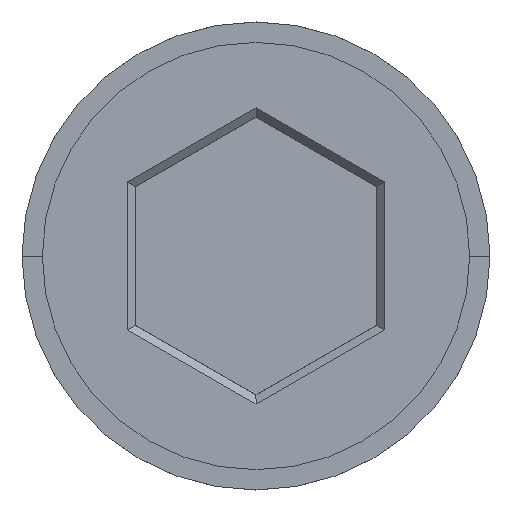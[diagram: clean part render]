
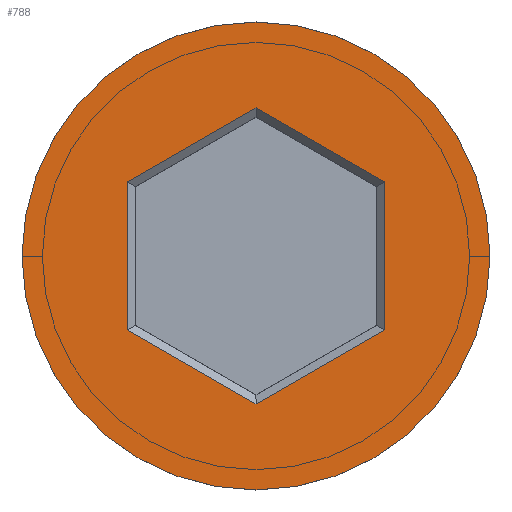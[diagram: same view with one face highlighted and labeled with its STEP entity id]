
A CAD part, top view. The second image highlights one B-rep face of the part: STEP entity #788.
In plain terms, the highlighted planar face has unit normal (0, 0, 1).
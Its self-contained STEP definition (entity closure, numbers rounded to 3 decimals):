
#29 = EDGE_CURVE ( 'NONE', #270, #443, #1182, .T. ) ;
#45 = VECTOR ( 'NONE', #853, 1000. ) ;
#49 = EDGE_CURVE ( 'NONE', #443, #270, #358, .T. ) ;
#58 = ORIENTED_EDGE ( 'NONE', *, *, #29, .T. ) ;
#72 = LINE ( 'NONE', #984, #341 ) ;
#75 = ORIENTED_EDGE ( 'NONE', *, *, #49, .T. ) ;
#84 = ORIENTED_EDGE ( 'NONE', *, *, #876, .T. ) ;
#89 = EDGE_CURVE ( 'NONE', #202, #1021, #586, .T. ) ;
#129 = EDGE_LOOP ( 'NONE', ( #457, #385, #1234, #444, #666, #84 ) ) ;
#138 = CARTESIAN_POINT ( 'NONE',  ( 3.05, 1.876, 0. ) ) ;
#152 = DIRECTION ( 'NONE',  ( 1., 0., 0. ) ) ;
#157 = CARTESIAN_POINT ( 'NONE',  ( 3.15, -1.703, 0. ) ) ;
#187 = VECTOR ( 'NONE', #756, 1000. ) ;
#190 = VECTOR ( 'NONE', #445, 1000. ) ;
#202 = VERTEX_POINT ( 'NONE', #843 ) ;
#240 = AXIS2_PLACEMENT_3D ( 'NONE', #428, #316, #295 ) ;
#267 = LINE ( 'NONE', #299, #187 ) ;
#270 = VERTEX_POINT ( 'NONE', #733 ) ;
#271 = EDGE_CURVE ( 'NONE', #1295, #202, #267, .T. ) ;
#295 = DIRECTION ( 'NONE',  ( 1., 0., 0. ) ) ;
#299 = CARTESIAN_POINT ( 'NONE',  ( -3.05, -1.876, 0. ) ) ;
#302 = CARTESIAN_POINT ( 'NONE',  ( 3.15, 1.819, 0. ) ) ;
#313 = EDGE_CURVE ( 'NONE', #1220, #692, #400, .T. ) ;
#316 = DIRECTION ( 'NONE',  ( 0., 0., 1. ) ) ;
#341 = VECTOR ( 'NONE', #416, 1000. ) ;
#351 = CARTESIAN_POINT ( 'NONE',  ( -0.1, 3.58, 0. ) ) ;
#358 = CIRCLE ( 'NONE', #240, 5.75 ) ;
#372 = CARTESIAN_POINT ( 'NONE',  ( 0., 0., 0. ) ) ;
#385 = ORIENTED_EDGE ( 'NONE', *, *, #89, .T. ) ;
#397 = EDGE_LOOP ( 'NONE', ( #75, #58 ) ) ;
#400 = LINE ( 'NONE', #157, #45 ) ;
#416 = DIRECTION ( 'NONE',  ( -0.866, -0.5, 0. ) ) ;
#424 = EDGE_CURVE ( 'NONE', #856, #1220, #707, .T. ) ;
#428 = CARTESIAN_POINT ( 'NONE',  ( 0., 0., 0. ) ) ;
#443 = VERTEX_POINT ( 'NONE', #683 ) ;
#444 = ORIENTED_EDGE ( 'NONE', *, *, #424, .T. ) ;
#445 = DIRECTION ( 'NONE',  ( 0.866, 0.5, 0. ) ) ;
#457 = ORIENTED_EDGE ( 'NONE', *, *, #271, .T. ) ;
#570 = CARTESIAN_POINT ( 'NONE',  ( 3.15, -1.819, 0. ) ) ;
#586 = LINE ( 'NONE', #945, #1134 ) ;
#599 = AXIS2_PLACEMENT_3D ( 'NONE', #610, #1062, #952 ) ;
#610 = CARTESIAN_POINT ( 'NONE',  ( 0., 0., 0. ) ) ;
#615 = EDGE_CURVE ( 'NONE', #1021, #856, #1254, .T. ) ;
#666 = ORIENTED_EDGE ( 'NONE', *, *, #313, .T. ) ;
#683 = CARTESIAN_POINT ( 'NONE',  ( 5.75, 0., 0. ) ) ;
#692 = VERTEX_POINT ( 'NONE', #570 ) ;
#702 = DIRECTION ( 'NONE',  ( 0., 0., 1. ) ) ;
#707 = LINE ( 'NONE', #138, #1267 ) ;
#733 = CARTESIAN_POINT ( 'NONE',  ( -5.75, 0., 0. ) ) ;
#756 = DIRECTION ( 'NONE',  ( -0.866, 0.5, 0. ) ) ;
#788 = ADVANCED_FACE ( 'NONE', ( #1172, #950 ), #1145, .T. ) ;
#843 = CARTESIAN_POINT ( 'NONE',  ( -3.15, -1.819, 0. ) ) ;
#853 = DIRECTION ( 'NONE',  ( 0., -1., 0. ) ) ;
#856 = VERTEX_POINT ( 'NONE', #902 ) ;
#876 = EDGE_CURVE ( 'NONE', #692, #1295, #72, .T. ) ;
#902 = CARTESIAN_POINT ( 'NONE',  ( 0., 3.637, 0. ) ) ;
#945 = CARTESIAN_POINT ( 'NONE',  ( -3.15, 1.703, 0. ) ) ;
#950 = FACE_OUTER_BOUND ( 'NONE', #397, .T. ) ;
#952 = DIRECTION ( 'NONE',  ( 1., 0., 0. ) ) ;
#984 = CARTESIAN_POINT ( 'NONE',  ( 0.1, -3.58, 0. ) ) ;
#1021 = VERTEX_POINT ( 'NONE', #1397 ) ;
#1059 = DIRECTION ( 'NONE',  ( 0.866, -0.5, 0. ) ) ;
#1062 = DIRECTION ( 'NONE',  ( 0., 0., 1. ) ) ;
#1134 = VECTOR ( 'NONE', #1261, 1000. ) ;
#1145 = PLANE ( 'NONE',  #1360 ) ;
#1172 = FACE_BOUND ( 'NONE', #129, .T. ) ;
#1182 = CIRCLE ( 'NONE', #599, 5.75 ) ;
#1220 = VERTEX_POINT ( 'NONE', #302 ) ;
#1234 = ORIENTED_EDGE ( 'NONE', *, *, #615, .T. ) ;
#1254 = LINE ( 'NONE', #351, #190 ) ;
#1261 = DIRECTION ( 'NONE',  ( 0., 1., 0. ) ) ;
#1267 = VECTOR ( 'NONE', #1059, 1000. ) ;
#1295 = VERTEX_POINT ( 'NONE', #1449 ) ;
#1360 = AXIS2_PLACEMENT_3D ( 'NONE', #372, #702, #152 ) ;
#1397 = CARTESIAN_POINT ( 'NONE',  ( -3.15, 1.819, 0. ) ) ;
#1449 = CARTESIAN_POINT ( 'NONE',  ( 0., -3.637, 0. ) ) ;
